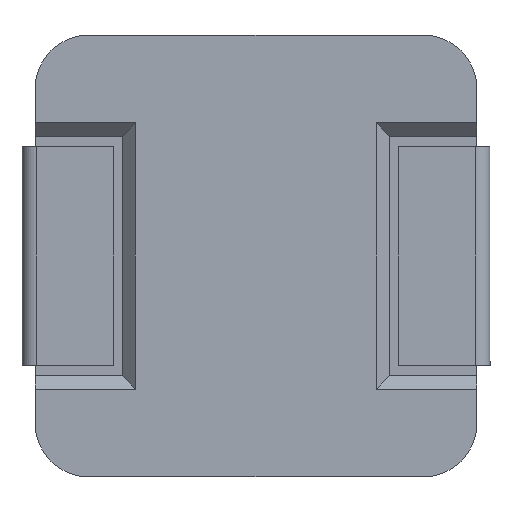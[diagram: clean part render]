
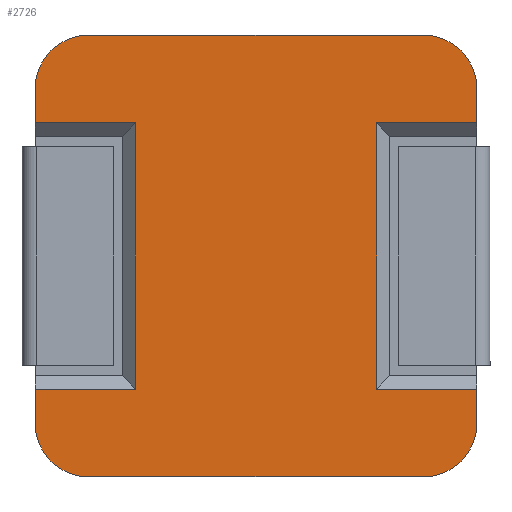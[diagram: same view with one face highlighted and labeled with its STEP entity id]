
A CAD part, front view. The second image highlights one B-rep face of the part: STEP entity #2726.
In plain terms, the highlighted planar face has unit normal (0, -1, 0).
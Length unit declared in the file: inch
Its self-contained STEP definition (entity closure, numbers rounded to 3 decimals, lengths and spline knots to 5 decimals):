
#25 = EDGE_CURVE ( 'NONE', #2837, #3784, #1213, .T. ) ;
#27 = EDGE_CURVE ( 'NONE', #3784, #3937, #1199, .T. ) ;
#46 = EDGE_CURVE ( 'NONE', #3937, #2555, #1129, .T. ) ;
#50 = CIRCLE ( 'NONE', #1693, 0.0246 ) ;
#55 = CARTESIAN_POINT ( 'NONE',  ( 0.08382, 0.09557, 0.31638 ) ) ;
#60 = DIRECTION ( 'NONE',  ( 0., 0., 1. ) ) ;
#61 = EDGE_CURVE ( 'NONE', #3722, #3883, #1137, .T. ) ;
#64 = EDGE_CURVE ( 'NONE', #3883, #3953, #1115, .T. ) ;
#73 = DIRECTION ( 'NONE',  ( 1., 0., 0. ) ) ;
#85 = EDGE_CURVE ( 'NONE', #3953, #2433, #1097, .T. ) ;
#145 = VECTOR ( 'NONE', #1473, 39.37008 ) ;
#162 = DIRECTION ( 'NONE',  ( 0., 0., -1. ) ) ;
#168 = CARTESIAN_POINT ( 'NONE',  ( 0.12982, 0.09557, 0.31638 ) ) ;
#258 = DIRECTION ( 'NONE',  ( 0., 0., -1. ) ) ;
#293 = ORIENTED_EDGE ( 'NONE', *, *, #25, .T. ) ;
#320 = CARTESIAN_POINT ( 'NONE',  ( 0.08382, 0.09557, 0.17868 ) ) ;
#322 = DIRECTION ( 'NONE',  ( 0., 0., 1. ) ) ;
#323 = DIRECTION ( 'NONE',  ( 0., 1., 0. ) ) ;
#333 = CARTESIAN_POINT ( 'NONE',  ( 0.10522, 0.09557, 0.31638 ) ) ;
#347 = CARTESIAN_POINT ( 'NONE',  ( -0.04818, 0.09557, 0.34098 ) ) ;
#375 = LINE ( 'NONE', #1597, #2893 ) ;
#376 = DIRECTION ( 'NONE',  ( 1., 0., 0. ) ) ;
#415 = VECTOR ( 'NONE', #2569, 39.37008 ) ;
#568 = CARTESIAN_POINT ( 'NONE',  ( 0.10522, 0.09557, 0.30068 ) ) ;
#593 = CARTESIAN_POINT ( 'NONE',  ( 0.10522, 0.09557, 0.30068 ) ) ;
#604 = CIRCLE ( 'NONE', #2995, 0.0246 ) ;
#605 = VECTOR ( 'NONE', #623, 39.37008 ) ;
#612 = LINE ( 'NONE', #3893, #605 ) ;
#623 = DIRECTION ( 'NONE',  ( 1., 0., 0. ) ) ;
#629 = CARTESIAN_POINT ( 'NONE',  ( -0.04818, 0.09557, 0.31638 ) ) ;
#667 = ORIENTED_EDGE ( 'NONE', *, *, #3169, .F. ) ;
#671 = ORIENTED_EDGE ( 'NONE', *, *, #4023, .F. ) ;
#682 = DIRECTION ( 'NONE',  ( 0., 1., 0. ) ) ;
#749 = VECTOR ( 'NONE', #1643, 39.37008 ) ;
#1048 = CIRCLE ( 'NONE', #3900, 0.0246 ) ;
#1097 = LINE ( 'NONE', #1846, #1536 ) ;
#1101 = VECTOR ( 'NONE', #376, 39.37008 ) ;
#1115 = LINE ( 'NONE', #1891, #1543 ) ;
#1129 = LINE ( 'NONE', #593, #1187 ) ;
#1137 = LINE ( 'NONE', #568, #1101 ) ;
#1187 = VECTOR ( 'NONE', #73, 39.37008 ) ;
#1192 = VECTOR ( 'NONE', #60, 39.37008 ) ;
#1199 = LINE ( 'NONE', #55, #1192 ) ;
#1213 = LINE ( 'NONE', #3955, #749 ) ;
#1223 = ORIENTED_EDGE ( 'NONE', *, *, #3027, .F. ) ;
#1242 = AXIS2_PLACEMENT_3D ( 'NONE', #2176, #2172, #2165 ) ;
#1254 = ORIENTED_EDGE ( 'NONE', *, *, #27, .T. ) ;
#1307 = ORIENTED_EDGE ( 'NONE', *, *, #3098, .F. ) ;
#1313 = ORIENTED_EDGE ( 'NONE', *, *, #64, .T. ) ;
#1316 = LINE ( 'NONE', #1911, #145 ) ;
#1317 = LINE ( 'NONE', #1416, #3254 ) ;
#1335 = ORIENTED_EDGE ( 'NONE', *, *, #2943, .F. ) ;
#1344 = CARTESIAN_POINT ( 'NONE',  ( 0.10522, 0.09557, 0.13838 ) ) ;
#1403 = DIRECTION ( 'NONE',  ( 0., 0., -1. ) ) ;
#1416 = CARTESIAN_POINT ( 'NONE',  ( -0.07278, 0.09557, 0.31638 ) ) ;
#1452 = ORIENTED_EDGE ( 'NONE', *, *, #3221, .F. ) ;
#1457 = ORIENTED_EDGE ( 'NONE', *, *, #3145, .F. ) ;
#1465 = DIRECTION ( 'NONE',  ( 0., 0., 1. ) ) ;
#1466 = ORIENTED_EDGE ( 'NONE', *, *, #85, .T. ) ;
#1473 = DIRECTION ( 'NONE',  ( 0., 0., 1. ) ) ;
#1494 = ORIENTED_EDGE ( 'NONE', *, *, #2850, .F. ) ;
#1523 = ORIENTED_EDGE ( 'NONE', *, *, #3436, .F. ) ;
#1526 = CARTESIAN_POINT ( 'NONE',  ( 0.10522, 0.09557, 0.34098 ) ) ;
#1536 = VECTOR ( 'NONE', #1835, 39.37008 ) ;
#1543 = VECTOR ( 'NONE', #1763, 39.37008 ) ;
#1597 = CARTESIAN_POINT ( 'NONE',  ( 0.12982, 0.09557, 0.31638 ) ) ;
#1601 = ORIENTED_EDGE ( 'NONE', *, *, #46, .T. ) ;
#1643 = DIRECTION ( 'NONE',  ( -1., 0., 0. ) ) ;
#1673 = ORIENTED_EDGE ( 'NONE', *, *, #3375, .F. ) ;
#1685 = VERTEX_POINT ( 'NONE', #3687 ) ;
#1693 = AXIS2_PLACEMENT_3D ( 'NONE', #3248, #3225, #3220 ) ;
#1733 = ORIENTED_EDGE ( 'NONE', *, *, #61, .T. ) ;
#1763 = DIRECTION ( 'NONE',  ( 0., 0., -1. ) ) ;
#1821 = CARTESIAN_POINT ( 'NONE',  ( 0.12982, 0.09557, 0.30068 ) ) ;
#1835 = DIRECTION ( 'NONE',  ( -1., 0., 0. ) ) ;
#1836 = CARTESIAN_POINT ( 'NONE',  ( 0.12982, 0.09557, 0.17868 ) ) ;
#1846 = CARTESIAN_POINT ( 'NONE',  ( 0.10522, 0.09557, 0.17868 ) ) ;
#1891 = CARTESIAN_POINT ( 'NONE',  ( -0.02678, 0.09557, 0.31638 ) ) ;
#1911 = CARTESIAN_POINT ( 'NONE',  ( -0.07278, 0.09557, 0.31638 ) ) ;
#2041 = EDGE_LOOP ( 'NONE', ( #1452, #293, #1254, #1601, #1523, #1673, #1223, #1335, #1494, #1733, #1313, #1466, #671, #1307, #1457, #667 ) ) ;
#2082 = CARTESIAN_POINT ( 'NONE',  ( -0.02678, 0.09557, 0.17868 ) ) ;
#2165 = DIRECTION ( 'NONE',  ( 0., 0., -1. ) ) ;
#2172 = DIRECTION ( 'NONE',  ( 0., 1., 0. ) ) ;
#2176 = CARTESIAN_POINT ( 'NONE',  ( 0.10522, 0.09557, 0.16298 ) ) ;
#2309 = VERTEX_POINT ( 'NONE', #4120 ) ;
#2334 = VERTEX_POINT ( 'NONE', #3049 ) ;
#2339 = CARTESIAN_POINT ( 'NONE',  ( 0.08382, 0.09557, 0.30068 ) ) ;
#2367 = CARTESIAN_POINT ( 'NONE',  ( -0.02678, 0.09557, 0.30068 ) ) ;
#2404 = PLANE ( 'NONE',  #3033 ) ;
#2433 = VERTEX_POINT ( 'NONE', #2770 ) ;
#2525 = VECTOR ( 'NONE', #162, 39.37008 ) ;
#2533 = CARTESIAN_POINT ( 'NONE',  ( -0.07278, 0.09557, 0.31638 ) ) ;
#2534 = CIRCLE ( 'NONE', #1242, 0.0246 ) ;
#2555 = VERTEX_POINT ( 'NONE', #1821 ) ;
#2569 = DIRECTION ( 'NONE',  ( -1., 0., 0. ) ) ;
#2644 = VERTEX_POINT ( 'NONE', #1526 ) ;
#2726 = ADVANCED_FACE ( 'NONE', ( #3840 ), #2404, .F. ) ;
#2753 = CARTESIAN_POINT ( 'NONE',  ( -0.04818, 0.09557, 0.13838 ) ) ;
#2770 = CARTESIAN_POINT ( 'NONE',  ( -0.07278, 0.09557, 0.17868 ) ) ;
#2807 = CARTESIAN_POINT ( 'NONE',  ( -0.07278, 0.09557, 0.30068 ) ) ;
#2837 = VERTEX_POINT ( 'NONE', #1836 ) ;
#2850 = EDGE_CURVE ( 'NONE', #3722, #3836, #1317, .T. ) ;
#2864 = VERTEX_POINT ( 'NONE', #1344 ) ;
#2893 = VECTOR ( 'NONE', #1403, 39.37008 ) ;
#2943 = EDGE_CURVE ( 'NONE', #3836, #3870, #1048, .T. ) ;
#2995 = AXIS2_PLACEMENT_3D ( 'NONE', #333, #323, #322 ) ;
#3026 = VERTEX_POINT ( 'NONE', #3890 ) ;
#3027 = EDGE_CURVE ( 'NONE', #3870, #2644, #612, .T. ) ;
#3033 = AXIS2_PLACEMENT_3D ( 'NONE', #3203, #3815, #3785 ) ;
#3049 = CARTESIAN_POINT ( 'NONE',  ( -0.07278, 0.09557, 0.16298 ) ) ;
#3098 = EDGE_CURVE ( 'NONE', #3026, #2334, #50, .T. ) ;
#3145 = EDGE_CURVE ( 'NONE', #2864, #3026, #3952, .T. ) ;
#3169 = EDGE_CURVE ( 'NONE', #1685, #2864, #2534, .T. ) ;
#3203 = CARTESIAN_POINT ( 'NONE',  ( 0.10522, 0.09557, 0.31638 ) ) ;
#3220 = DIRECTION ( 'NONE',  ( 0., 0., -1. ) ) ;
#3221 = EDGE_CURVE ( 'NONE', #2837, #1685, #375, .T. ) ;
#3225 = DIRECTION ( 'NONE',  ( 0., 1., 0. ) ) ;
#3248 = CARTESIAN_POINT ( 'NONE',  ( -0.04818, 0.09557, 0.16298 ) ) ;
#3254 = VECTOR ( 'NONE', #1465, 39.37008 ) ;
#3364 = LINE ( 'NONE', #168, #2525 ) ;
#3375 = EDGE_CURVE ( 'NONE', #2644, #2309, #604, .T. ) ;
#3436 = EDGE_CURVE ( 'NONE', #2309, #2555, #3364, .T. ) ;
#3687 = CARTESIAN_POINT ( 'NONE',  ( 0.12982, 0.09557, 0.16298 ) ) ;
#3722 = VERTEX_POINT ( 'NONE', #2807 ) ;
#3784 = VERTEX_POINT ( 'NONE', #320 ) ;
#3785 = DIRECTION ( 'NONE',  ( 0., 0., 1. ) ) ;
#3815 = DIRECTION ( 'NONE',  ( 0., 1., 0. ) ) ;
#3836 = VERTEX_POINT ( 'NONE', #2533 ) ;
#3840 = FACE_OUTER_BOUND ( 'NONE', #2041, .T. ) ;
#3870 = VERTEX_POINT ( 'NONE', #347 ) ;
#3883 = VERTEX_POINT ( 'NONE', #2367 ) ;
#3890 = CARTESIAN_POINT ( 'NONE',  ( -0.04818, 0.09557, 0.13838 ) ) ;
#3893 = CARTESIAN_POINT ( 'NONE',  ( -0.04818, 0.09557, 0.34098 ) ) ;
#3900 = AXIS2_PLACEMENT_3D ( 'NONE', #629, #682, #258 ) ;
#3937 = VERTEX_POINT ( 'NONE', #2339 ) ;
#3952 = LINE ( 'NONE', #2753, #415 ) ;
#3953 = VERTEX_POINT ( 'NONE', #2082 ) ;
#3955 = CARTESIAN_POINT ( 'NONE',  ( 0.10522, 0.09557, 0.17868 ) ) ;
#4023 = EDGE_CURVE ( 'NONE', #2334, #2433, #1316, .T. ) ;
#4120 = CARTESIAN_POINT ( 'NONE',  ( 0.12982, 0.09557, 0.31638 ) ) ;
